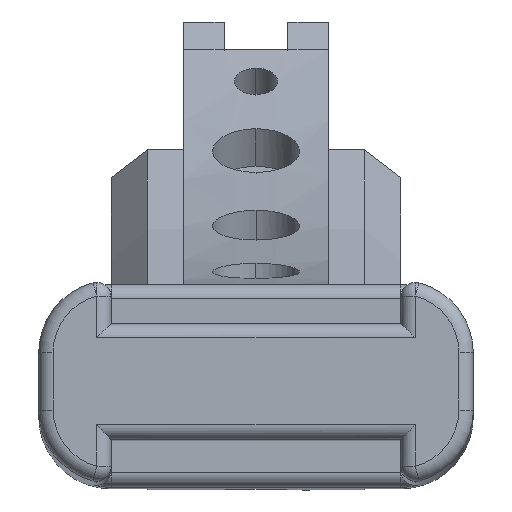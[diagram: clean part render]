
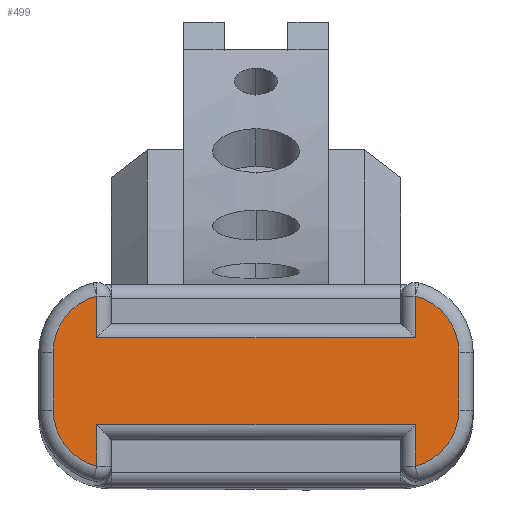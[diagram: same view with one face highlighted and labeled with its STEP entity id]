
A CAD part, left-side view. The second image highlights one B-rep face of the part: STEP entity #499.
In plain terms, the highlighted planar face has unit normal (-0.999, 0, 0.044).
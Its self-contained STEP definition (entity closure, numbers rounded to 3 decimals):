
#78 = CIRCLE ( 'NONE', #1047, 4. ) ;
#169 = VERTEX_POINT ( 'NONE', #3990 ) ;
#182 = ORIENTED_EDGE ( 'NONE', *, *, #2389, .T. ) ;
#211 = EDGE_CURVE ( 'NONE', #1848, #1929, #3402, .T. ) ;
#374 = AXIS2_PLACEMENT_3D ( 'NONE', #2330, #3748, #4468 ) ;
#399 = CARTESIAN_POINT ( 'NONE',  ( -13.262, -14., -74.492 ) ) ;
#423 = CARTESIAN_POINT ( 'NONE',  ( -9.99, 0., 0.436 ) ) ;
#441 = VECTOR ( 'NONE', #3497, 1000. ) ;
#465 = VECTOR ( 'NONE', #561, 1000. ) ;
#499 = ADVANCED_FACE ( 'NONE', ( #821 ), #3981, .T. ) ;
#516 = CARTESIAN_POINT ( 'NONE',  ( -13.605, -11., -82.358 ) ) ;
#561 = DIRECTION ( 'NONE',  ( -0.044, 0., -0.999 ) ) ;
#635 = CARTESIAN_POINT ( 'NONE',  ( -13.218, 0., -73.493 ) ) ;
#643 = LINE ( 'NONE', #2108, #1128 ) ;
#655 = CIRCLE ( 'NONE', #2465, 4. ) ;
#716 = LINE ( 'NONE', #4237, #4091 ) ;
#736 = EDGE_CURVE ( 'NONE', #3477, #1848, #3793, .T. ) ;
#821 = FACE_OUTER_BOUND ( 'NONE', #2132, .T. ) ;
#846 = VERTEX_POINT ( 'NONE', #399 ) ;
#855 = VERTEX_POINT ( 'NONE', #3249 ) ;
#893 = CARTESIAN_POINT ( 'NONE',  ( -13.175, -11., -72.494 ) ) ;
#899 = CARTESIAN_POINT ( 'NONE',  ( -13.605, 11., -82.358 ) ) ;
#900 = DIRECTION ( 'NONE',  ( -0.999, 0., 0.044 ) ) ;
#995 = CARTESIAN_POINT ( 'NONE',  ( -13.093, -11., -70.623 ) ) ;
#1003 = DIRECTION ( 'NONE',  ( -0.999, 0., 0.044 ) ) ;
#1030 = CARTESIAN_POINT ( 'NONE',  ( -13.48, 0., -79.488 ) ) ;
#1047 = AXIS2_PLACEMENT_3D ( 'NONE', #2774, #2418, #3256 ) ;
#1051 = DIRECTION ( 'NONE',  ( 0.044, 0., 0.999 ) ) ;
#1128 = VECTOR ( 'NONE', #1351, 1000. ) ;
#1185 = AXIS2_PLACEMENT_3D ( 'NONE', #423, #2573, #2220 ) ;
#1241 = CARTESIAN_POINT ( 'NONE',  ( -13.436, -10., -78.489 ) ) ;
#1282 = ORIENTED_EDGE ( 'NONE', *, *, #1451, .T. ) ;
#1351 = DIRECTION ( 'NONE',  ( 0.044, 0., 0.999 ) ) ;
#1378 = EDGE_CURVE ( 'NONE', #3474, #4185, #655, .T. ) ;
#1419 = ORIENTED_EDGE ( 'NONE', *, *, #3666, .T. ) ;
#1432 = VECTOR ( 'NONE', #1657, 1000. ) ;
#1451 = EDGE_CURVE ( 'NONE', #4533, #169, #2183, .T. ) ;
#1459 = VERTEX_POINT ( 'NONE', #995 ) ;
#1471 = ORIENTED_EDGE ( 'NONE', *, *, #4089, .T. ) ;
#1495 = EDGE_CURVE ( 'NONE', #1929, #3070, #78, .T. ) ;
#1545 = ORIENTED_EDGE ( 'NONE', *, *, #3001, .T. ) ;
#1657 = DIRECTION ( 'NONE',  ( 0.044, 0., 0.999 ) ) ;
#1743 = CARTESIAN_POINT ( 'NONE',  ( -13.524, 11., -80.487 ) ) ;
#1800 = VECTOR ( 'NONE', #3105, 1000. ) ;
#1848 = VERTEX_POINT ( 'NONE', #2592 ) ;
#1922 = ORIENTED_EDGE ( 'NONE', *, *, #211, .T. ) ;
#1929 = VERTEX_POINT ( 'NONE', #2728 ) ;
#1975 = LINE ( 'NONE', #893, #465 ) ;
#1998 = VECTOR ( 'NONE', #4479, 1000. ) ;
#2009 = EDGE_CURVE ( 'NONE', #846, #1459, #3577, .T. ) ;
#2087 = LINE ( 'NONE', #1030, #1800 ) ;
#2108 = CARTESIAN_POINT ( 'NONE',  ( -13.093, 11., -70.623 ) ) ;
#2129 = DIRECTION ( 'NONE',  ( -0.044, 0., -0.999 ) ) ;
#2132 = EDGE_LOOP ( 'NONE', ( #182, #1419, #2722, #2563, #1471, #4278, #4148, #1282, #1545, #3168, #1922, #4072 ) ) ;
#2183 = LINE ( 'NONE', #635, #441 ) ;
#2220 = DIRECTION ( 'NONE',  ( 0.044, 0., 0.999 ) ) ;
#2330 = CARTESIAN_POINT ( 'NONE',  ( -13.262, -10., -74.492 ) ) ;
#2389 = EDGE_CURVE ( 'NONE', #3070, #4262, #3884, .T. ) ;
#2413 = CARTESIAN_POINT ( 'NONE',  ( -13.262, -14., -74.492 ) ) ;
#2418 = DIRECTION ( 'NONE',  ( -0.999, 0., 0.044 ) ) ;
#2456 = LINE ( 'NONE', #2413, #1432 ) ;
#2465 = AXIS2_PLACEMENT_3D ( 'NONE', #1241, #900, #3742 ) ;
#2563 = ORIENTED_EDGE ( 'NONE', *, *, #1378, .T. ) ;
#2573 = DIRECTION ( 'NONE',  ( -0.999, 0., 0.044 ) ) ;
#2592 = CARTESIAN_POINT ( 'NONE',  ( -13.262, 14., -74.492 ) ) ;
#2597 = CARTESIAN_POINT ( 'NONE',  ( -13.48, 11., -79.488 ) ) ;
#2722 = ORIENTED_EDGE ( 'NONE', *, *, #2938, .T. ) ;
#2728 = CARTESIAN_POINT ( 'NONE',  ( -13.436, 14., -78.489 ) ) ;
#2774 = CARTESIAN_POINT ( 'NONE',  ( -13.436, 10., -78.489 ) ) ;
#2938 = EDGE_CURVE ( 'NONE', #855, #3474, #716, .T. ) ;
#3001 = EDGE_CURVE ( 'NONE', #169, #3477, #643, .T. ) ;
#3070 = VERTEX_POINT ( 'NONE', #899 ) ;
#3086 = CARTESIAN_POINT ( 'NONE',  ( -13.436, -14., -78.489 ) ) ;
#3105 = DIRECTION ( 'NONE',  ( 0., -1., 0. ) ) ;
#3168 = ORIENTED_EDGE ( 'NONE', *, *, #736, .T. ) ;
#3249 = CARTESIAN_POINT ( 'NONE',  ( -13.48, -11., -79.488 ) ) ;
#3256 = DIRECTION ( 'NONE',  ( 0.044, 0., 0.999 ) ) ;
#3402 = LINE ( 'NONE', #3778, #1998 ) ;
#3462 = CARTESIAN_POINT ( 'NONE',  ( -13.218, -11., -73.493 ) ) ;
#3474 = VERTEX_POINT ( 'NONE', #516 ) ;
#3477 = VERTEX_POINT ( 'NONE', #4103 ) ;
#3497 = DIRECTION ( 'NONE',  ( 0., 1., 0. ) ) ;
#3508 = VECTOR ( 'NONE', #3815, 1000. ) ;
#3577 = CIRCLE ( 'NONE', #374, 4. ) ;
#3585 = AXIS2_PLACEMENT_3D ( 'NONE', #3891, #1003, #1051 ) ;
#3666 = EDGE_CURVE ( 'NONE', #4262, #855, #2087, .T. ) ;
#3742 = DIRECTION ( 'NONE',  ( 0.044, 0., 0.999 ) ) ;
#3748 = DIRECTION ( 'NONE',  ( -0.999, 0., 0.044 ) ) ;
#3778 = CARTESIAN_POINT ( 'NONE',  ( -13.436, 14., -78.489 ) ) ;
#3793 = CIRCLE ( 'NONE', #3585, 4. ) ;
#3815 = DIRECTION ( 'NONE',  ( 0.044, 0., 0.999 ) ) ;
#3884 = LINE ( 'NONE', #1743, #3508 ) ;
#3891 = CARTESIAN_POINT ( 'NONE',  ( -13.262, 10., -74.492 ) ) ;
#3981 = PLANE ( 'NONE',  #1185 ) ;
#3988 = EDGE_CURVE ( 'NONE', #1459, #4533, #1975, .T. ) ;
#3990 = CARTESIAN_POINT ( 'NONE',  ( -13.218, 11., -73.493 ) ) ;
#4072 = ORIENTED_EDGE ( 'NONE', *, *, #1495, .T. ) ;
#4089 = EDGE_CURVE ( 'NONE', #4185, #846, #2456, .T. ) ;
#4091 = VECTOR ( 'NONE', #2129, 1000. ) ;
#4103 = CARTESIAN_POINT ( 'NONE',  ( -13.093, 11., -70.623 ) ) ;
#4148 = ORIENTED_EDGE ( 'NONE', *, *, #3988, .T. ) ;
#4185 = VERTEX_POINT ( 'NONE', #3086 ) ;
#4237 = CARTESIAN_POINT ( 'NONE',  ( -13.605, -11., -82.358 ) ) ;
#4262 = VERTEX_POINT ( 'NONE', #2597 ) ;
#4278 = ORIENTED_EDGE ( 'NONE', *, *, #2009, .T. ) ;
#4468 = DIRECTION ( 'NONE',  ( 0.044, 0., 0.999 ) ) ;
#4479 = DIRECTION ( 'NONE',  ( -0.044, 0., -0.999 ) ) ;
#4533 = VERTEX_POINT ( 'NONE', #3462 ) ;
